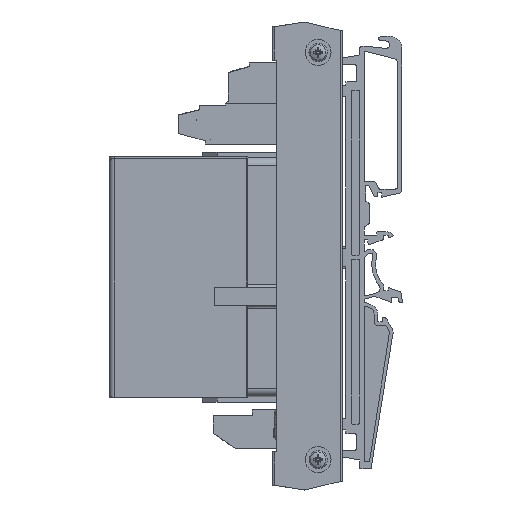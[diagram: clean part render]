
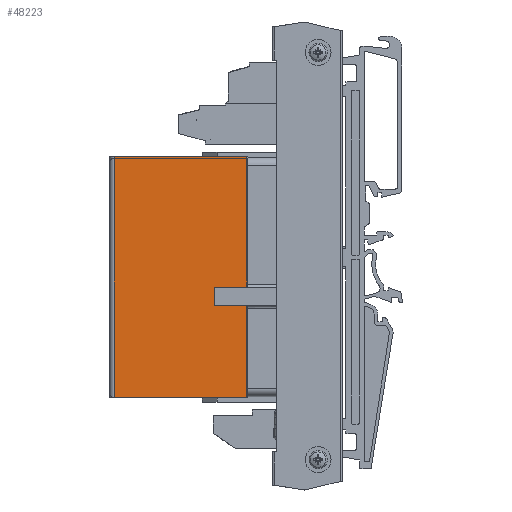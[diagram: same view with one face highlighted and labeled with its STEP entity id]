
A CAD part, left-side view. The second image highlights one B-rep face of the part: STEP entity #48223.
In plain terms, the highlighted face is planar.
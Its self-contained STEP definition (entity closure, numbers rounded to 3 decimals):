
#48125=CARTESIAN_POINT('',(17.313,0.312,-65.313));
#48126=VERTEX_POINT('',#48125);
#48144=CARTESIAN_POINT('',(17.313,0.312,0.0));
#48145=VERTEX_POINT('',#48144);
#48153=CARTESIAN_POINT('',(17.313,0.312,0.0));
#48154=DIRECTION('',(0.0,0.0,-1.0));
#48155=VECTOR('',#48154,65.313);
#48156=LINE('',#48153,#48155);
#48157=EDGE_CURVE('',#48145,#48126,#48156,.T.);
#48193=CARTESIAN_POINT('',(17.313,37.5,0.0));
#48194=DIRECTION('',(1.0,0.0,0.0));
#48195=DIRECTION('',(0.0,-1.0,0.0));
#48196=AXIS2_PLACEMENT_3D('',#48193,#48194,#48195);
#48197=PLANE('',#48196);
#48198=ORIENTED_EDGE('',*,*,#48157,.F.);
#48199=CARTESIAN_POINT('',(17.313,36.25,0.0));
#48200=VERTEX_POINT('',#48199);
#48201=CARTESIAN_POINT('',(17.313,36.25,0.0));
#48202=DIRECTION('',(0.0,-1.0,0.0));
#48203=VECTOR('',#48202,35.938);
#48204=LINE('',#48201,#48203);
#48205=EDGE_CURVE('',#48200,#48145,#48204,.T.);
#48206=ORIENTED_EDGE('',*,*,#48205,.F.);
#48207=CARTESIAN_POINT('',(17.313,36.25,-65.313));
#48208=VERTEX_POINT('',#48207);
#48209=CARTESIAN_POINT('',(17.313,36.25,-65.313));
#48210=DIRECTION('',(0.0,0.0,1.0));
#48211=VECTOR('',#48210,65.313);
#48212=LINE('',#48209,#48211);
#48213=EDGE_CURVE('',#48208,#48200,#48212,.T.);
#48214=ORIENTED_EDGE('',*,*,#48213,.F.);
#48215=CARTESIAN_POINT('',(17.313,36.25,-65.313));
#48216=DIRECTION('',(0.0,-1.0,0.0));
#48217=VECTOR('',#48216,35.938);
#48218=LINE('',#48215,#48217);
#48219=EDGE_CURVE('',#48208,#48126,#48218,.T.);
#48220=ORIENTED_EDGE('',*,*,#48219,.T.);
#48221=EDGE_LOOP('',(#48198,#48206,#48214,#48220));
#48222=FACE_OUTER_BOUND('',#48221,.T.);
#48223=ADVANCED_FACE('',(#48222),#48197,.F.);
